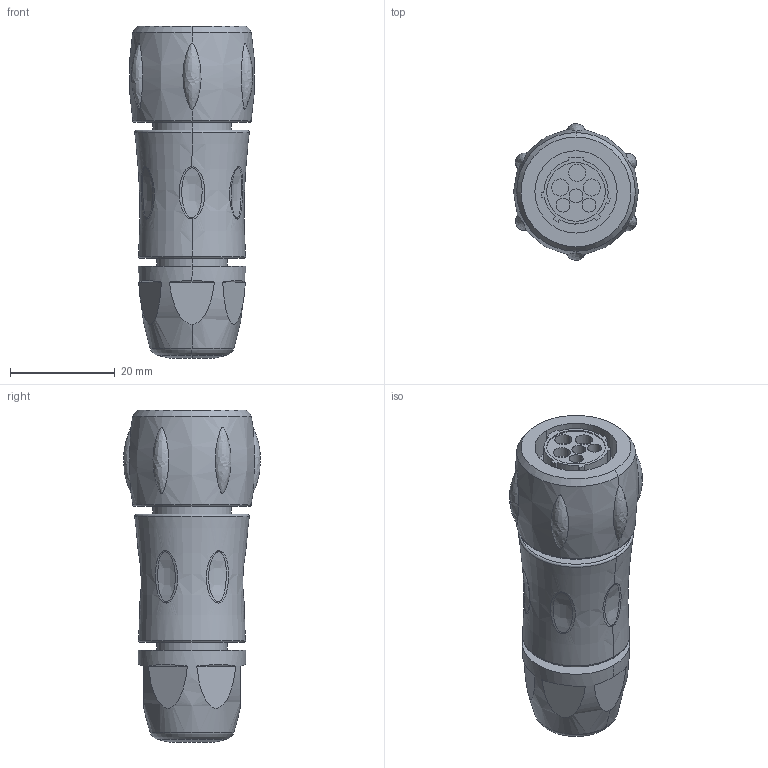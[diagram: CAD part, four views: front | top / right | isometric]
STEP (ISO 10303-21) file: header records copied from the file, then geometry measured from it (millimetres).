
FILE_DESCRIPTION((''),'2;1');
FILE_NAME('UTS6JC103W3S-CATALOGUE_SW_ASM','2010-09-09T',('amartin'),(''),'PRO/ENGINEER BY PARAMETRIC TECHNOLOGY CORPORATION, 2007390','PRO/ENGINEER BY PARAMETRIC TECHNOLOGY CORPORATION, 2007390','');
FILE_SCHEMA(('CONFIG_CONTROL_DESIGN'));
Length unit declared in the file: inch
Products named in the file (1): UTS6JC103W3S-CATALOGUE_SW_ASM
Bounding box: 23.85 x 26.14 x 63.35 mm (x, y, z)
Volume: 20599.2 mm3; surface area: 6055.7 mm2
Topology: 1 solids, 1 shells, 111 faces, 242 edges, 158 vertices
Faces by surface type: plane 37, cylinder 32, bspline 30, torus 10, sphere 2
Entity records: 6182 total; most frequent: CARTESIAN_POINT 3830, ORIENTED_EDGE 484, DIRECTION 452, EDGE_CURVE 242, AXIS2_PLACEMENT_3D 192, VERTEX_POINT 158, EDGE_LOOP 136, FACE_OUTER_BOUND 111
